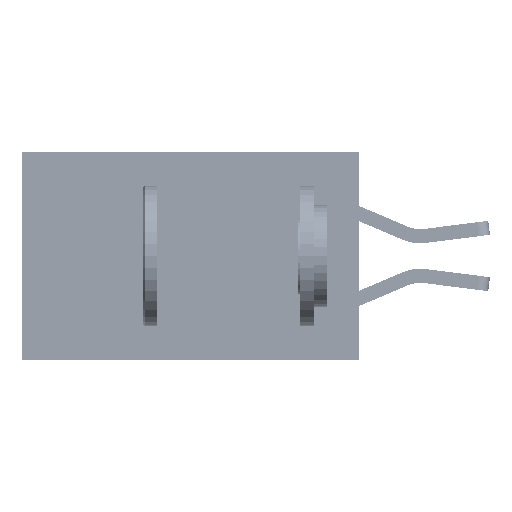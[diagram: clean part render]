
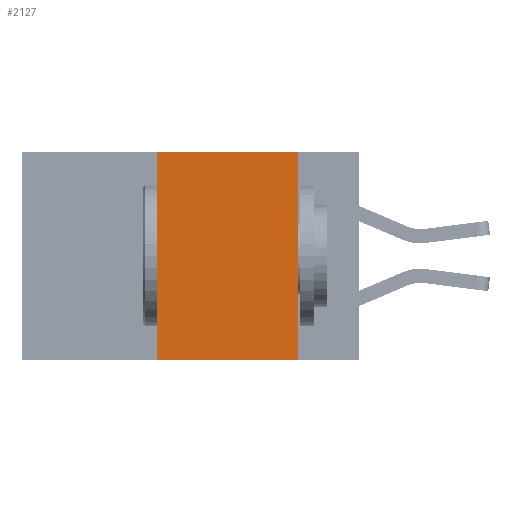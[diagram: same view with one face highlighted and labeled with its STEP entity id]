
A CAD part, left-side view. The second image highlights one B-rep face of the part: STEP entity #2127.
In plain terms, the highlighted planar face has unit normal (-1, 0, 0).
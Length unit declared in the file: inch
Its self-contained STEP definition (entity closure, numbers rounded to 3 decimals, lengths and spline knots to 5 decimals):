
#1841 = VERTEX_POINT ( 'NONE', #3637 ) ;
#2127 = ADVANCED_FACE ( 'NONE', ( #34439 ), #17928, .F. ) ;
#2683 = VERTEX_POINT ( 'NONE', #11047 ) ;
#2789 = CARTESIAN_POINT ( 'NONE',  ( 0., 0.6, -0.37 ) ) ;
#3111 = EDGE_CURVE ( 'NONE', #2683, #6630, #14459, .T. ) ;
#3291 = AXIS2_PLACEMENT_3D ( 'NONE', #21245, #24568, #4641 ) ;
#3371 = EDGE_CURVE ( 'NONE', #19826, #1841, #33958, .T. ) ;
#3637 = CARTESIAN_POINT ( 'NONE',  ( 0., 0.11, 0. ) ) ;
#4641 = DIRECTION ( 'NONE',  ( 0., 0., -1. ) ) ;
#6162 = DIRECTION ( 'NONE',  ( 0., -1., 0. ) ) ;
#6630 = VERTEX_POINT ( 'NONE', #30467 ) ;
#7341 = CARTESIAN_POINT ( 'NONE',  ( 0., 0.6, 0. ) ) ;
#7883 = ORIENTED_EDGE ( 'NONE', *, *, #31601, .F. ) ;
#9699 = LINE ( 'NONE', #33073, #42412 ) ;
#11046 = ORIENTED_EDGE ( 'NONE', *, *, #39142, .F. ) ;
#11047 = CARTESIAN_POINT ( 'NONE',  ( 0., 0.36, -0.37 ) ) ;
#13667 = CARTESIAN_POINT ( 'NONE',  ( 0., 0.36, 0. ) ) ;
#14459 = LINE ( 'NONE', #2789, #23252 ) ;
#15598 = VECTOR ( 'NONE', #17022, 39.37008 ) ;
#16816 = DIRECTION ( 'NONE',  ( 0., 0., -1. ) ) ;
#17022 = DIRECTION ( 'NONE',  ( 0., 0., 1. ) ) ;
#17928 = PLANE ( 'NONE',  #3291 ) ;
#19826 = VERTEX_POINT ( 'NONE', #36724 ) ;
#21245 = CARTESIAN_POINT ( 'NONE',  ( 0., 0.6, 0. ) ) ;
#23252 = VECTOR ( 'NONE', #6162, 39.37008 ) ;
#23346 = LINE ( 'NONE', #13667, #15598 ) ;
#24568 = DIRECTION ( 'NONE',  ( 1., 0., 0. ) ) ;
#25372 = VECTOR ( 'NONE', #27186, 39.37008 ) ;
#25542 = ORIENTED_EDGE ( 'NONE', *, *, #3371, .F. ) ;
#27186 = DIRECTION ( 'NONE',  ( 0., -1., 0. ) ) ;
#28593 = ORIENTED_EDGE ( 'NONE', *, *, #3111, .T. ) ;
#30467 = CARTESIAN_POINT ( 'NONE',  ( 0., 0.11, -0.37 ) ) ;
#31601 = EDGE_CURVE ( 'NONE', #1841, #6630, #9699, .T. ) ;
#33073 = CARTESIAN_POINT ( 'NONE',  ( 0., 0.11, 0. ) ) ;
#33958 = LINE ( 'NONE', #7341, #25372 ) ;
#34439 = FACE_OUTER_BOUND ( 'NONE', #36136, .T. ) ;
#36136 = EDGE_LOOP ( 'NONE', ( #7883, #25542, #11046, #28593 ) ) ;
#36724 = CARTESIAN_POINT ( 'NONE',  ( 0., 0.36, 0. ) ) ;
#39142 = EDGE_CURVE ( 'NONE', #2683, #19826, #23346, .T. ) ;
#42412 = VECTOR ( 'NONE', #16816, 39.37008 ) ;
